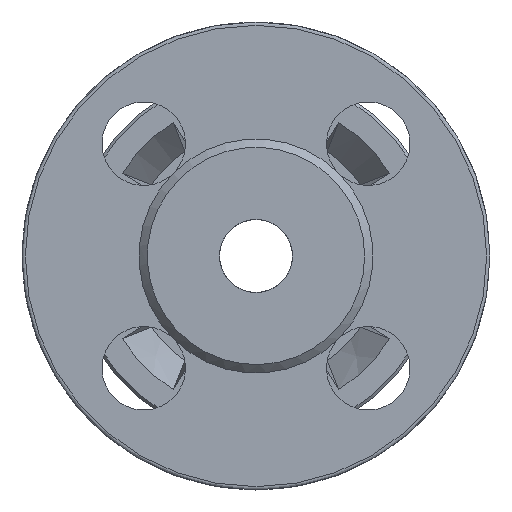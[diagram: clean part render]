
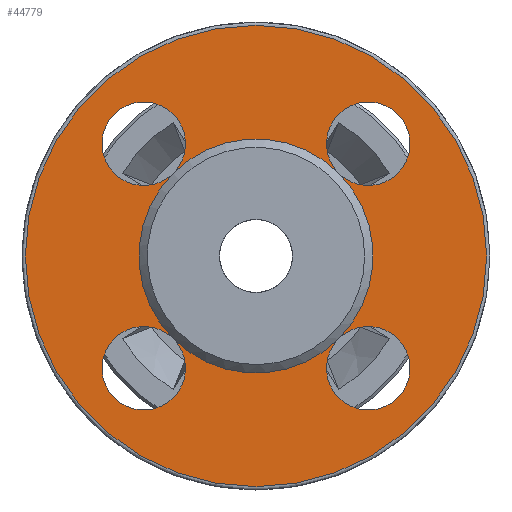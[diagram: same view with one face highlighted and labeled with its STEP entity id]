
A CAD part, front view. The second image highlights one B-rep face of the part: STEP entity #44779.
In plain terms, the highlighted free-form (B-spline) face has degree [1, 1] with [2, 2] control points.
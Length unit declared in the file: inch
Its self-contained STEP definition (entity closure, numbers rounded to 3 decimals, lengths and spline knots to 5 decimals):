
#44209=CARTESIAN_POINT('',(-116.95911,54.5432,13.91224));
#44210=VERTEX_POINT('',#44209);
#44211=CARTESIAN_POINT('',(-117.18008,54.32222,13.91224));
#44212=DIRECTION('',(0.,0.,-1.0));
#44213=DIRECTION('',(0.707,-0.707,0.));
#44214=AXIS2_PLACEMENT_3D('',#44211,#44212,#44213);
#44215=CIRCLE('',#44214,0.3125);
#44216=EDGE_CURVE('',#44210,#44210,#44215,.T.);
#44237=CARTESIAN_POINT('',(-115.72168,54.5432,13.91224));
#44238=VERTEX_POINT('',#44237);
#44239=CARTESIAN_POINT('',(-115.50071,54.32222,13.91224));
#44240=DIRECTION('',(0.,0.,-1.0));
#44241=DIRECTION('',(0.707,-0.707,0.));
#44242=AXIS2_PLACEMENT_3D('',#44239,#44240,#44241);
#44243=CIRCLE('',#44242,0.3125);
#44244=EDGE_CURVE('',#44238,#44238,#44243,.T.);
#44286=CARTESIAN_POINT('',(-115.72168,55.78063,13.91224));
#44287=VERTEX_POINT('',#44286);
#44288=CARTESIAN_POINT('',(-116.34039,55.16191,13.91224));
#44289=DIRECTION('',(0.0,0.0,1.0));
#44290=DIRECTION('',(1.0,0.0,0.0));
#44291=AXIS2_PLACEMENT_3D('',#44288,#44289,#44290);
#44292=CIRCLE('',#44291,0.875);
#44293=EDGE_CURVE('',#44238,#44287,#44292,.T.);
#44295=CARTESIAN_POINT('',(-116.95911,55.78063,13.91224));
#44296=VERTEX_POINT('',#44295);
#44297=CARTESIAN_POINT('',(-116.34039,55.16191,13.91224));
#44298=DIRECTION('',(0.0,0.0,1.0));
#44299=DIRECTION('',(1.0,0.0,0.0));
#44300=AXIS2_PLACEMENT_3D('',#44297,#44298,#44299);
#44301=CIRCLE('',#44300,0.875);
#44302=EDGE_CURVE('',#44287,#44296,#44301,.T.);
#44304=CARTESIAN_POINT('',(-116.34039,55.16191,13.91224));
#44305=DIRECTION('',(0.0,0.0,-1.0));
#44306=DIRECTION('',(1.0,0.0,0.0));
#44307=AXIS2_PLACEMENT_3D('',#44304,#44305,#44306);
#44308=CIRCLE('',#44307,0.875);
#44309=EDGE_CURVE('',#44210,#44296,#44308,.T.);
#44311=CARTESIAN_POINT('',(-116.34039,55.16191,13.91224));
#44312=DIRECTION('',(0.0,0.0,-1.0));
#44313=DIRECTION('',(1.0,0.0,0.0));
#44314=AXIS2_PLACEMENT_3D('',#44311,#44312,#44313);
#44315=CIRCLE('',#44314,0.875);
#44316=EDGE_CURVE('',#44238,#44210,#44315,.T.);
#44494=CARTESIAN_POINT('',(-117.18008,56.0016,13.91224));
#44495=DIRECTION('',(0.,0.,1.));
#44496=DIRECTION('',(0.707,0.707,0.));
#44497=AXIS2_PLACEMENT_3D('',#44494,#44495,#44496);
#44498=CIRCLE('',#44497,0.3125);
#44499=EDGE_CURVE('',#44296,#44296,#44498,.T.);
#44533=CARTESIAN_POINT('',(-115.50071,56.0016,13.91224));
#44534=DIRECTION('',(0.,0.,1.));
#44535=DIRECTION('',(0.707,0.707,0.));
#44536=AXIS2_PLACEMENT_3D('',#44533,#44534,#44535);
#44537=CIRCLE('',#44536,0.3125);
#44538=EDGE_CURVE('',#44287,#44287,#44537,.T.);
#44746=CARTESIAN_POINT('',(-114.61539,55.16191,13.91224));
#44747=VERTEX_POINT('',#44746);
#44748=CARTESIAN_POINT('',(-116.34039,55.16191,13.91224));
#44749=DIRECTION('',(0.0,0.0,1.0));
#44750=DIRECTION('',(0.0,1.0,0.0));
#44751=AXIS2_PLACEMENT_3D('',#44748,#44749,#44750);
#44752=CIRCLE('',#44751,1.725);
#44753=EDGE_CURVE('',#44747,#44747,#44752,.T.);
#44761=CARTESIAN_POINT('',(-112.89039,55.16191,13.91224));
#44762=CARTESIAN_POINT('',(-116.34039,58.61191,13.91224));
#44763=CARTESIAN_POINT('',(-116.34039,51.71191,13.91224));
#44764=CARTESIAN_POINT('',(-119.79039,55.16191,13.91224));
#44765=B_SPLINE_SURFACE_WITH_KNOTS('',1,1,((#44761,#44763),(#44762,#44764)),.UNSPECIFIED.,.F.,.F.,.U.,(2,2),(2,2),(0.0,4.87904),(0.0,4.87904),.UNSPECIFIED.);
#44766=ORIENTED_EDGE('',*,*,#44753,.T.);
#44767=EDGE_LOOP('',(#44766));
#44768=FACE_OUTER_BOUND('',#44767,.T.);
#44769=ORIENTED_EDGE('',*,*,#44293,.F.);
#44770=ORIENTED_EDGE('',*,*,#44244,.T.);
#44771=ORIENTED_EDGE('',*,*,#44316,.T.);
#44772=ORIENTED_EDGE('',*,*,#44216,.T.);
#44773=ORIENTED_EDGE('',*,*,#44309,.T.);
#44774=ORIENTED_EDGE('',*,*,#44499,.F.);
#44775=ORIENTED_EDGE('',*,*,#44302,.F.);
#44776=ORIENTED_EDGE('',*,*,#44538,.F.);
#44777=EDGE_LOOP('',(#44769,#44770,#44771,#44772,#44773,#44774,#44775,#44776));
#44778=FACE_BOUND('',#44777,.T.);
#44779=ADVANCED_FACE('',(#44768,#44778),#44765,.T.);
